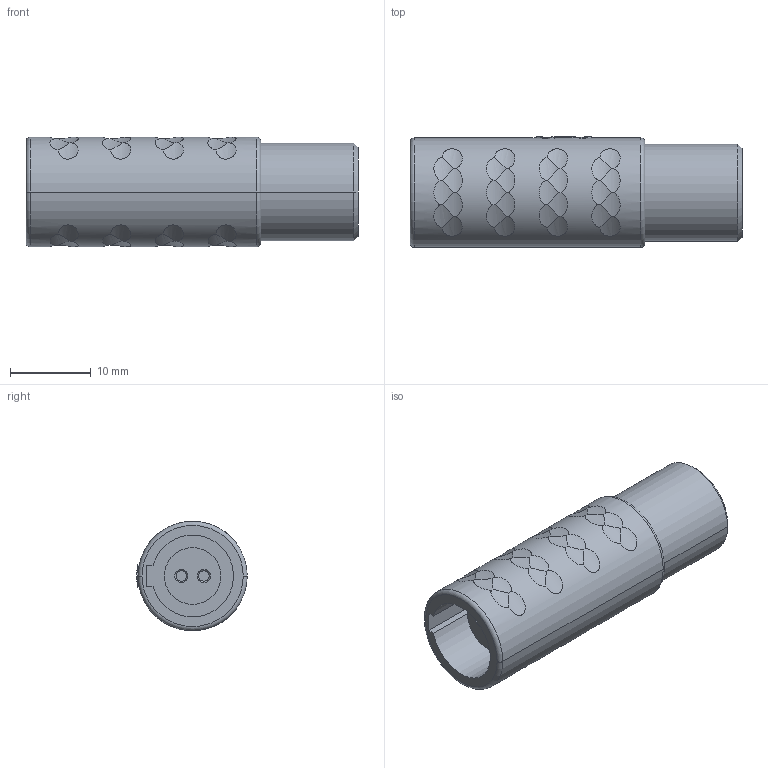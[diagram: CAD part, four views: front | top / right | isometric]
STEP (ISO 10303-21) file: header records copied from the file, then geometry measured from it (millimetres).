
FILE_DESCRIPTION((''),'2;1');
FILE_NAME('K11M0_-P02L','2023-09-11T10:49:32',('RTrager'),(''),'CREO PARAMETRIC BY PTC INC, 2022014','CREO PARAMETRIC BY PTC INC, 2022014','');
FILE_SCHEMA(('AUTOMOTIVE_DESIGN { 1 0 10303 214 1 1 1 1 }'));
Length unit declared in the file: millimetre
Products named in the file (1): K11M0_-P02L
Bounding box: 41 x 13.65 x 13.5 mm (x, y, z)
Volume: 3812.3 mm3; surface area: 3252.6 mm2
Topology: 1 solids, 1 shells, 152 faces, 378 edges, 244 vertices
Faces by surface type: cylinder 87, plane 49, cone 6, torus 6, bspline 4
Entity records: 8684 total; most frequent: CARTESIAN_POINT 2065, ORIENTED_EDGE 756, DIRECTION 621, PROPERTY_DEFINITION 409, REPRESENTATION 408, PROPERTY_DEFINITION_REPRESENTATION 408, EDGE_CURVE 378, AXIS2_PLACEMENT_3D 245
